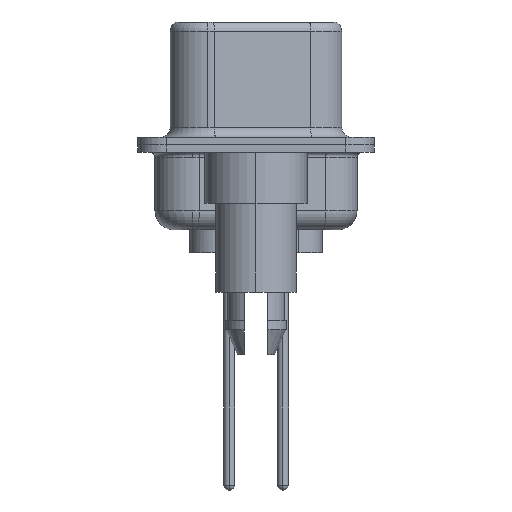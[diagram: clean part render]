
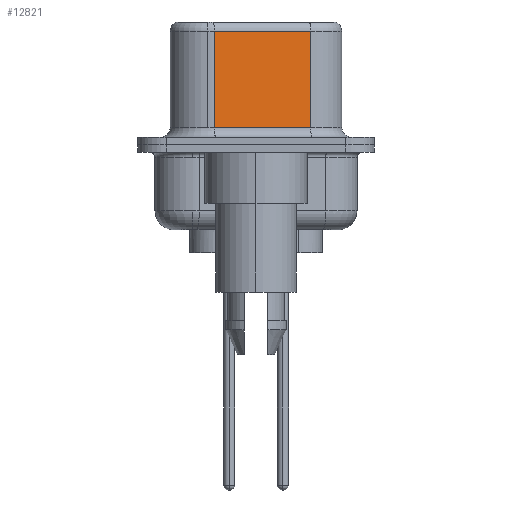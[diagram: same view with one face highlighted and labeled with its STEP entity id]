
A CAD part, left-side view. The second image highlights one B-rep face of the part: STEP entity #12821.
In plain terms, the highlighted planar face has unit normal (-0.985, -0.174, 0).
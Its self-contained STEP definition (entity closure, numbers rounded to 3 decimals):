
#1331 = EDGE_CURVE ( 'NONE', #18542, #12333, #2477, .T. ) ;
#1916 = DIRECTION ( 'NONE',  ( 0., 0., -1. ) ) ;
#2102 = EDGE_CURVE ( 'NONE', #2149, #12333, #7935, .T. ) ;
#2149 = VERTEX_POINT ( 'NONE', #15935 ) ;
#2477 = LINE ( 'NONE', #4432, #8602 ) ;
#2512 = DIRECTION ( 'NONE',  ( -0.174, 0.985, 0. ) ) ;
#3514 = ORIENTED_EDGE ( 'NONE', *, *, #1331, .F. ) ;
#4195 = VECTOR ( 'NONE', #2512, 1000. ) ;
#4224 = CARTESIAN_POINT ( 'NONE',  ( 4.58, -2.897, 0.9 ) ) ;
#4413 = ORIENTED_EDGE ( 'NONE', *, *, #7138, .T. ) ;
#4432 = CARTESIAN_POINT ( 'NONE',  ( 4.58, -2.897, 6.52 ) ) ;
#5416 = LINE ( 'NONE', #8590, #8434 ) ;
#5483 = AXIS2_PLACEMENT_3D ( 'NONE', #10727, #17479, #14008 ) ;
#7101 = PLANE ( 'NONE',  #5483 ) ;
#7138 = EDGE_CURVE ( 'NONE', #18542, #19065, #9083, .T. ) ;
#7305 = FACE_OUTER_BOUND ( 'NONE', #19219, .T. ) ;
#7935 = LINE ( 'NONE', #4224, #20457 ) ;
#8434 = VECTOR ( 'NONE', #1916, 1000. ) ;
#8590 = CARTESIAN_POINT ( 'NONE',  ( 3.68, 2.203, 6.52 ) ) ;
#8602 = VECTOR ( 'NONE', #9469, 1000. ) ;
#8880 = CARTESIAN_POINT ( 'NONE',  ( 4.58, -2.897, 0.9 ) ) ;
#9016 = EDGE_CURVE ( 'NONE', #19065, #2149, #5416, .T. ) ;
#9083 = LINE ( 'NONE', #10630, #4195 ) ;
#9469 = DIRECTION ( 'NONE',  ( 0., 0., -1. ) ) ;
#10630 = CARTESIAN_POINT ( 'NONE',  ( 4.58, -2.897, 6.02 ) ) ;
#10727 = CARTESIAN_POINT ( 'NONE',  ( 4.58, -2.897, 6.52 ) ) ;
#11147 = ORIENTED_EDGE ( 'NONE', *, *, #2102, .T. ) ;
#11267 = CARTESIAN_POINT ( 'NONE',  ( 4.58, -2.897, 6.02 ) ) ;
#11666 = ORIENTED_EDGE ( 'NONE', *, *, #9016, .T. ) ;
#12333 = VERTEX_POINT ( 'NONE', #8880 ) ;
#12821 = ADVANCED_FACE ( 'NONE', ( #7305 ), #7101, .F. ) ;
#13636 = CARTESIAN_POINT ( 'NONE',  ( 3.68, 2.203, 6.02 ) ) ;
#14008 = DIRECTION ( 'NONE',  ( -0.174, 0.985, 0. ) ) ;
#14621 = DIRECTION ( 'NONE',  ( 0.174, -0.985, 0. ) ) ;
#15935 = CARTESIAN_POINT ( 'NONE',  ( 3.68, 2.203, 0.9 ) ) ;
#17479 = DIRECTION ( 'NONE',  ( 0.985, 0.174, 0. ) ) ;
#18542 = VERTEX_POINT ( 'NONE', #11267 ) ;
#19065 = VERTEX_POINT ( 'NONE', #13636 ) ;
#19219 = EDGE_LOOP ( 'NONE', ( #3514, #4413, #11666, #11147 ) ) ;
#20457 = VECTOR ( 'NONE', #14621, 1000. ) ;
